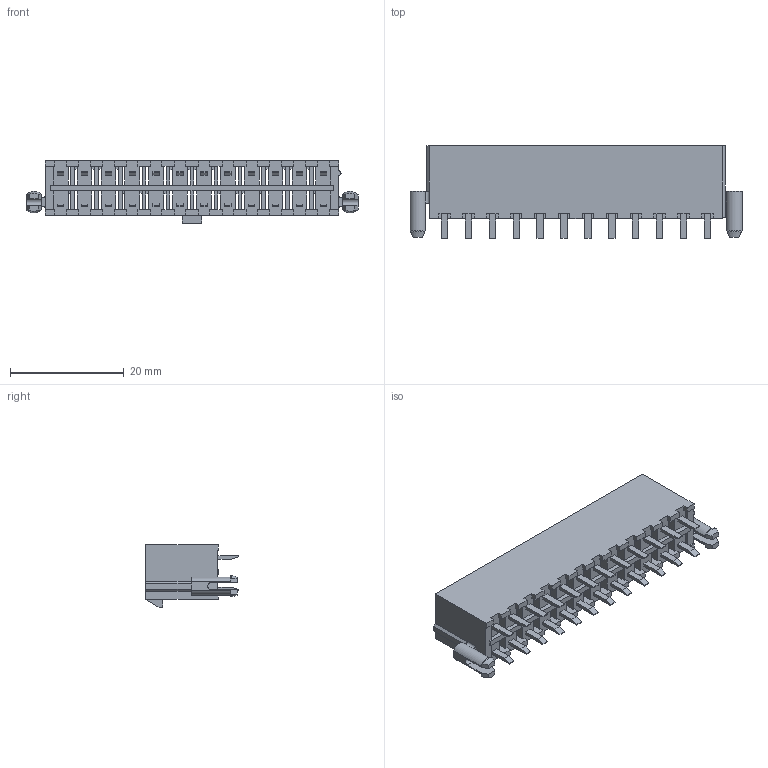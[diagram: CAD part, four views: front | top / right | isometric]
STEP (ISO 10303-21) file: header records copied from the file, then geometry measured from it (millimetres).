
FILE_DESCRIPTION((''),'2;1');
FILE_NAME('039299242','2015-02-16T',('me'),(''),'PRO/ENGINEER BY PARAMETRIC TECHNOLOGY CORPORATION, 2011490','PRO/ENGINEER BY PARAMETRIC TECHNOLOGY CORPORATION, 2011490','');
FILE_SCHEMA(('CONFIG_CONTROL_DESIGN'));
Length unit declared in the file: millimetre
Products named in the file (1): 039299242
Bounding box: 58.38 x 16.3 x 11 mm (x, y, z)
Volume: 3351.7 mm3; surface area: 7490.4 mm2
Topology: 1 solids, 1 shells, 716 faces, 2205 edges, 1478 vertices
Faces by surface type: plane 697, cylinder 15, cone 4
Entity records: 24280 total; most frequent: CARTESIAN_POINT 4392, ORIENTED_EDGE 4302, DIRECTION 3709, EDGE_CURVE 2151, VECTOR 2103, LINE 2103, VERTEX_POINT 1422, AXIS2_PLACEMENT_3D 803
